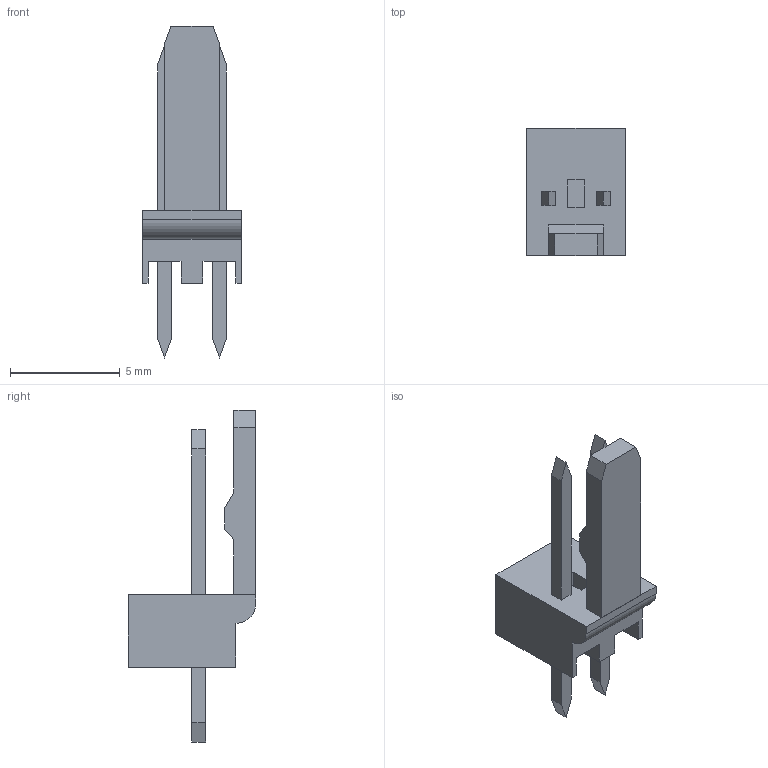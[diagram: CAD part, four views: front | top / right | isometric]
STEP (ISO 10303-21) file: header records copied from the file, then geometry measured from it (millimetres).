
FILE_DESCRIPTION((''),'2;1');
FILE_NAME('MOLEX_22-04-1021.stp','2012-02-13T08:56:28',(''),(''),'Mechanical Desktop 2011','Mechanical Desktop 2011',', , ');
FILE_SCHEMA(('AUTOMOTIVE_DESIGN { 1 2 10303 214 1 1 1 1 }'));
Length unit declared in the file: millimetre
Products named in the file (1): Product
Bounding box: 4.5 x 5.8 x 15.1 mm (x, y, z)
Volume: 92.9 mm3; surface area: 257 mm2
Topology: 6 solids, 6 shells, 61 faces, 144 edges, 96 vertices
Faces by surface type: plane 57, bspline 3, cylinder 1
Entity records: 1767 total; most frequent: CARTESIAN_POINT 311, ORIENTED_EDGE 288, DIRECTION 264, EDGE_CURVE 144, VECTOR 142, LINE 142, VERTEX_POINT 96, EDGE_LOOP 62
